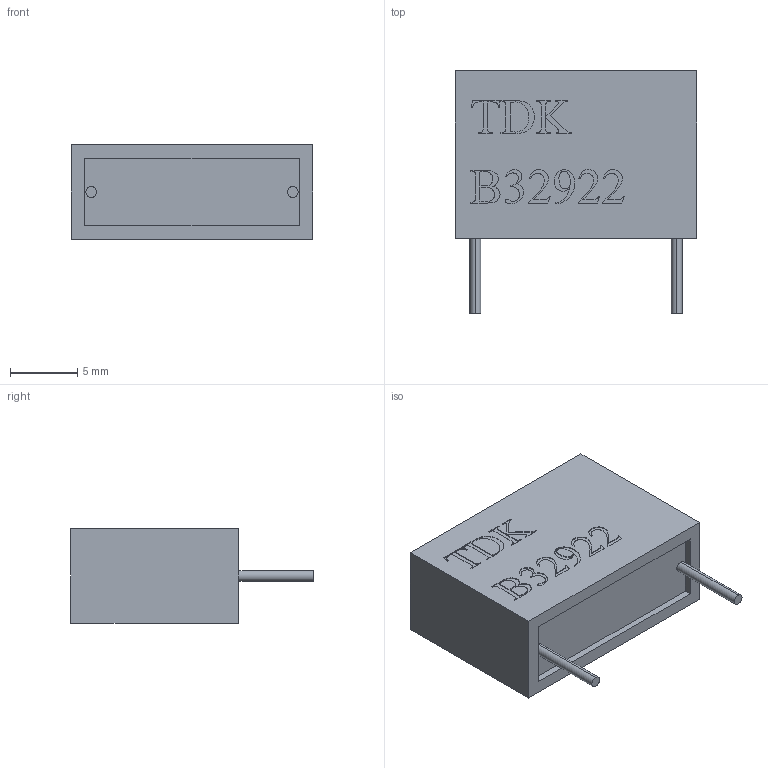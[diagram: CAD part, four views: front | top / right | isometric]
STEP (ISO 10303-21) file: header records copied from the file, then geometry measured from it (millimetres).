
FILE_DESCRIPTION (( 'STEP AP214' ), '1' );
FILE_NAME ('9E04773A-0719-44BC-8152-5A01E2CBEBAC.STEP', '2022-12-09T11:13:57', ( '' ), ( '' ), 'SwSTEP 2.0', 'SolidWorks 2022', '' );
FILE_SCHEMA (( 'AUTOMOTIVE_DESIGN' ));
Length unit declared in the file: millimetre
Products named in the file (1): 9E04773A-0719-44BC-8152-5A01E2CBEBAC
Bounding box: 18 x 18.05 x 7 mm (x, y, z)
Volume: 1540.4 mm3; surface area: 934.2 mm2
Topology: 1 solids, 1 shells, 224 faces, 618 edges, 412 vertices
Faces by surface type: bspline 117, plane 103, cylinder 4
Entity records: 11962 total; most frequent: CARTESIAN_POINT 6748, ORIENTED_EDGE 1236, EDGE_CURVE 618, DIRECTION 608, VERTEX_POINT 412, VECTOR 376, LINE 376, EDGE_LOOP 240
